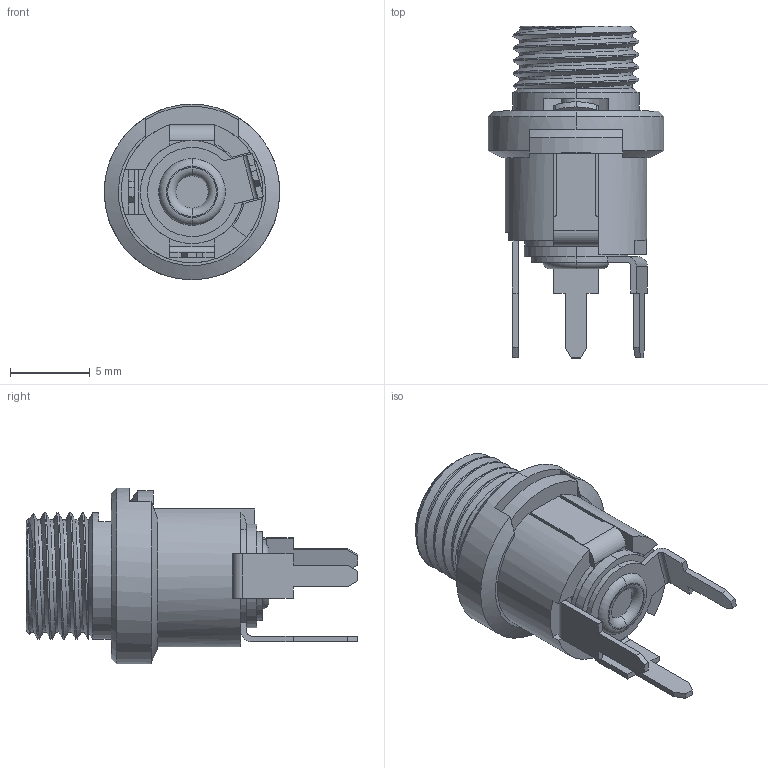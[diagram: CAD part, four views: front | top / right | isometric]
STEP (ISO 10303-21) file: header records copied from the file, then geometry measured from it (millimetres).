
FILE_DESCRIPTION (( 'STEP AP214' ), '1' );
FILE_NAME ('PC722A - Copy.STEP', '2020-07-09T10:20:33', ( '' ), ( '' ), 'SwSTEP 2.0', 'SolidWorks 2017', '' );
FILE_SCHEMA (( 'AUTOMOTIVE_DESIGN' ));
Length unit declared in the file: inch
Products named in the file (1): PC722A - Copy
Bounding box: 11.02 x 20.83 x 11.02 mm (x, y, z)
Volume: 617.9 mm3; surface area: 1371.4 mm2
Topology: 8 solids, 8 shells, 188 faces, 493 edges, 325 vertices
Faces by surface type: plane 99, cylinder 65, cone 11, torus 10, bspline 3
Entity records: 7211 total; most frequent: CARTESIAN_POINT 2416, ORIENTED_EDGE 986, DIRECTION 977, EDGE_CURVE 493, AXIS2_PLACEMENT_3D 350, VERTEX_POINT 325, LINE 277, VECTOR 277
